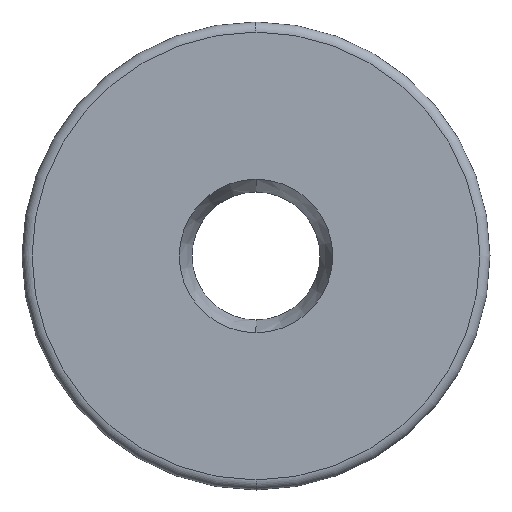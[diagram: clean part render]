
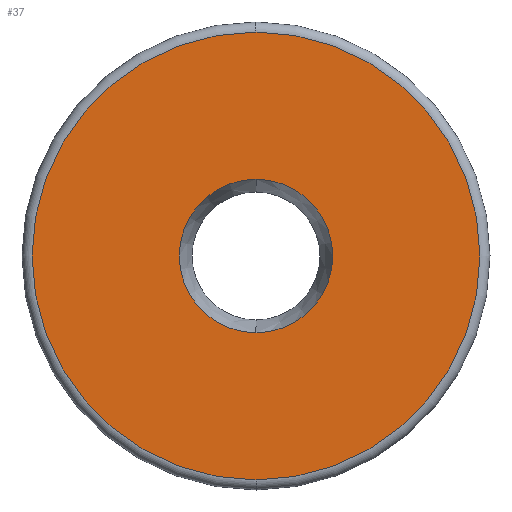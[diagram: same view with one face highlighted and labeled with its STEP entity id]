
A CAD part, left-side view. The second image highlights one B-rep face of the part: STEP entity #37.
In plain terms, the highlighted planar face has unit normal (-1, 0, 0).
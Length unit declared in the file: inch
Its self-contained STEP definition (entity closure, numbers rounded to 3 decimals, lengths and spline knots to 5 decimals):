
#20 = PLANE ( 'NONE',  #232 ) ;
#28 = EDGE_LOOP ( 'NONE', ( #456, #204 ) ) ;
#31 = CARTESIAN_POINT ( 'NONE',  ( 0., 0., 0.445 ) ) ;
#37 = ADVANCED_FACE ( 'NONE', ( #549, #109 ), #20, .T. ) ;
#40 = CIRCLE ( 'NONE', #172, 0.1525 ) ;
#42 = CIRCLE ( 'NONE', #350, 0.445 ) ;
#64 = CARTESIAN_POINT ( 'NONE',  ( 0., 0.1525, 0. ) ) ;
#75 = EDGE_CURVE ( 'NONE', #337, #149, #358, .T. ) ;
#84 = CARTESIAN_POINT ( 'NONE',  ( 0., 0., 0. ) ) ;
#109 = FACE_OUTER_BOUND ( 'NONE', #495, .T. ) ;
#115 = AXIS2_PLACEMENT_3D ( 'NONE', #84, #269, #474 ) ;
#149 = VERTEX_POINT ( 'NONE', #31 ) ;
#152 = DIRECTION ( 'NONE',  ( 1., 0., 0. ) ) ;
#158 = DIRECTION ( 'NONE',  ( -1., 0., 0. ) ) ;
#172 = AXIS2_PLACEMENT_3D ( 'NONE', #522, #190, #279 ) ;
#190 = DIRECTION ( 'NONE',  ( 1., 0., 0. ) ) ;
#195 = AXIS2_PLACEMENT_3D ( 'NONE', #304, #253, #317 ) ;
#196 = ORIENTED_EDGE ( 'NONE', *, *, #374, .F. ) ;
#199 = CARTESIAN_POINT ( 'NONE',  ( 0., 0., 0. ) ) ;
#202 = ORIENTED_EDGE ( 'NONE', *, *, #75, .F. ) ;
#204 = ORIENTED_EDGE ( 'NONE', *, *, #406, .T. ) ;
#207 = DIRECTION ( 'NONE',  ( 0., 0., 1. ) ) ;
#228 = EDGE_CURVE ( 'NONE', #443, #238, #40, .T. ) ;
#232 = AXIS2_PLACEMENT_3D ( 'NONE', #64, #158, #207 ) ;
#238 = VERTEX_POINT ( 'NONE', #438 ) ;
#242 = CIRCLE ( 'NONE', #115, 0.1525 ) ;
#253 = DIRECTION ( 'NONE',  ( 1., 0., 0. ) ) ;
#269 = DIRECTION ( 'NONE',  ( 1., 0., 0. ) ) ;
#279 = DIRECTION ( 'NONE',  ( 0., 0., -1. ) ) ;
#304 = CARTESIAN_POINT ( 'NONE',  ( 0., 0., 0. ) ) ;
#317 = DIRECTION ( 'NONE',  ( 0., 0., -1. ) ) ;
#337 = VERTEX_POINT ( 'NONE', #566 ) ;
#350 = AXIS2_PLACEMENT_3D ( 'NONE', #199, #152, #579 ) ;
#358 = CIRCLE ( 'NONE', #195, 0.445 ) ;
#374 = EDGE_CURVE ( 'NONE', #149, #337, #42, .T. ) ;
#406 = EDGE_CURVE ( 'NONE', #238, #443, #242, .T. ) ;
#438 = CARTESIAN_POINT ( 'NONE',  ( 0., 0., -0.1525 ) ) ;
#443 = VERTEX_POINT ( 'NONE', #565 ) ;
#456 = ORIENTED_EDGE ( 'NONE', *, *, #228, .T. ) ;
#474 = DIRECTION ( 'NONE',  ( 0., 0., -1. ) ) ;
#495 = EDGE_LOOP ( 'NONE', ( #202, #196 ) ) ;
#522 = CARTESIAN_POINT ( 'NONE',  ( 0., 0., 0. ) ) ;
#549 = FACE_BOUND ( 'NONE', #28, .T. ) ;
#565 = CARTESIAN_POINT ( 'NONE',  ( 0., 0., 0.1525 ) ) ;
#566 = CARTESIAN_POINT ( 'NONE',  ( 0., 0., -0.445 ) ) ;
#579 = DIRECTION ( 'NONE',  ( 0., 0., -1. ) ) ;
